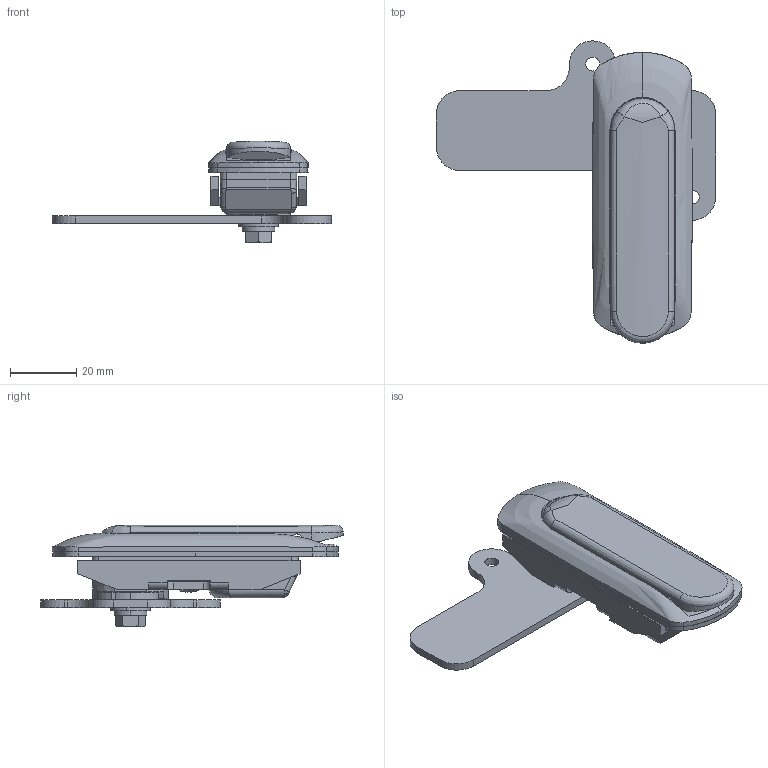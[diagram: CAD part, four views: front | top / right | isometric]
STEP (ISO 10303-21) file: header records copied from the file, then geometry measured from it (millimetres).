
FILE_DESCRIPTION (( 'STEP AP203' ), '1' );
FILE_NAME ('A-464-3-2.STEP', '2024-01-12T04:25:20', ( '' ), ( '' ), 'SwSTEP 2.0', 'SolidWorks 2021', '' );
FILE_SCHEMA (( 'CONFIG_CONTROL_DESIGN' ));
Length unit declared in the file: millimetre
Products named in the file (11): A-464-3-1僴儞僪儖__A-464-3-2; A-464-3-1僗僩僢僷乕_; A-464-3-1儚僢僔儍_; A-464-3-1M5儃儖僩_; A-464-3-2; A-464-3-1本体_; A-464-3-1M4僫僢僩_; A-464-3-1止め金_; A-464-3-1僷僢僉儞_; A-464-3-1回転軸_; A-464-3-1取付板_
Assembly tree (10 placements, depth 2):
  A-464-3-2
    A-464-3-1本体_
    A-464-3-1僴儞僪儖__A-464-3-2
    A-464-3-1回転軸_
    A-464-3-1僗僩僢僷乕_
    A-464-3-1止め金_
    A-464-3-1儚僢僔儍_
    A-464-3-1M5儃儖僩_
    A-464-3-1取付板_
    A-464-3-1僷僢僉儞_
    A-464-3-1M4僫僢僩_
Bounding box: 84 x 91 x 30.56 mm (x, y, z)
Volume: 37160.2 mm3; surface area: 29407.5 mm2
Topology: 11 solids, 11 shells, 370 faces, 953 edges, 611 vertices
Faces by surface type: plane 180, cylinder 129, bspline 25, cone 23, torus 8, sphere 5
Entity records: 14356 total; most frequent: CARTESIAN_POINT 4276, ORIENTED_EDGE 1890, DIRECTION 1828, EDGE_CURVE 945, AXIS2_PLACEMENT_3D 651, VERTEX_POINT 610, VECTOR 526, LINE 526
